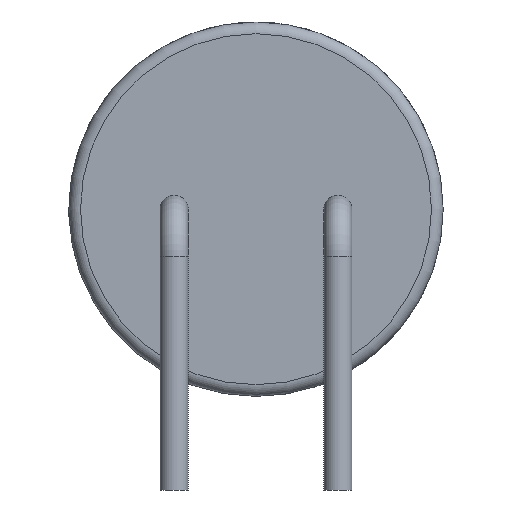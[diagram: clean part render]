
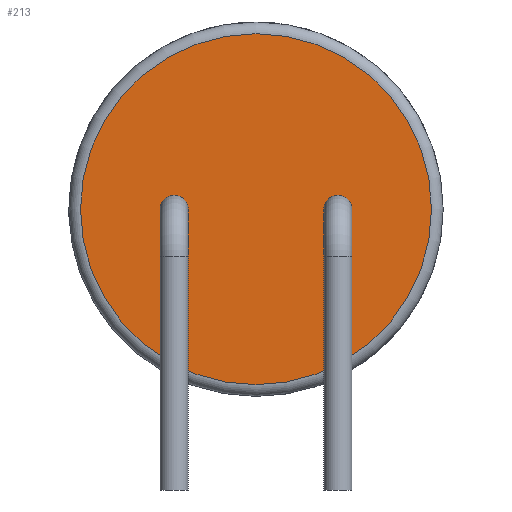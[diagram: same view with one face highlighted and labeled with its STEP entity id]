
A CAD part, front view. The second image highlights one B-rep face of the part: STEP entity #213.
In plain terms, the highlighted planar face has unit normal (0, -1, 0).
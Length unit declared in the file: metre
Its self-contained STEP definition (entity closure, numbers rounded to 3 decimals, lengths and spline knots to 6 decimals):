
#27=PLANE('',#304);
#41=ORIENTED_EDGE('',*,*,#81,.T.);
#42=ORIENTED_EDGE('',*,*,#82,.F.);
#43=ORIENTED_EDGE('',*,*,#83,.F.);
#81=EDGE_CURVE('',#101,#101,#117,.T.);
#82=EDGE_CURVE('',#102,#102,#118,.T.);
#83=EDGE_CURVE('',#103,#103,#119,.T.);
#101=VERTEX_POINT('',#427);
#102=VERTEX_POINT('',#429);
#103=VERTEX_POINT('',#431);
#117=CIRCLE('',#305,0.00375);
#118=CIRCLE('',#306,0.0003);
#119=CIRCLE('',#307,0.0003);
#134=EDGE_LOOP('',(#41));
#135=EDGE_LOOP('',(#42));
#136=EDGE_LOOP('',(#43));
#166=FACE_BOUND('',#134,.T.);
#167=FACE_BOUND('',#135,.T.);
#168=FACE_BOUND('',#136,.T.);
#213=ADVANCED_FACE('',(#166,#167,#168),#27,.T.);
#304=AXIS2_PLACEMENT_3D('',#425,#350,#351);
#305=AXIS2_PLACEMENT_3D('',#426,#352,#353);
#306=AXIS2_PLACEMENT_3D('',#428,#354,#355);
#307=AXIS2_PLACEMENT_3D('',#430,#356,#357);
#350=DIRECTION('',(0.,-1.,0.));
#351=DIRECTION('',(1.,0.,0.));
#352=DIRECTION('',(0.,-1.,0.));
#353=DIRECTION('',(0.,0.,-1.));
#354=DIRECTION('',(0.,-1.,0.));
#355=DIRECTION('',(0.,0.,-1.));
#356=DIRECTION('',(0.,-1.,0.));
#357=DIRECTION('',(0.,0.,-1.));
#425=CARTESIAN_POINT('',(0.,0.,0.));
#426=CARTESIAN_POINT('',(0.,0.,0.));
#427=CARTESIAN_POINT('',(0.,0.,-0.00375));
#428=CARTESIAN_POINT('',(0.00175,0.,0.));
#429=CARTESIAN_POINT('',(0.00175,0.,-0.0003));
#430=CARTESIAN_POINT('',(-0.00175,0.,0.));
#431=CARTESIAN_POINT('',(-0.00175,0.,-0.0003));
